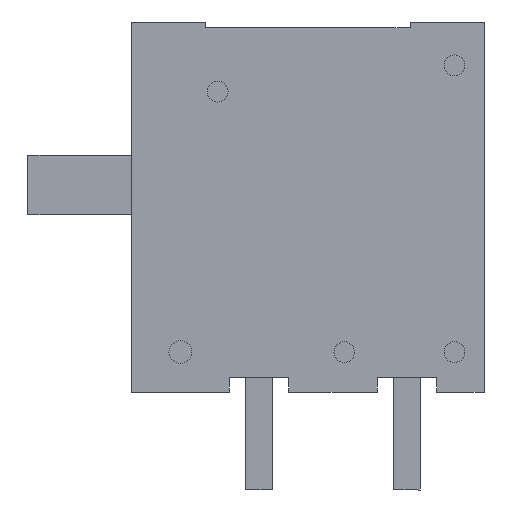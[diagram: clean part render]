
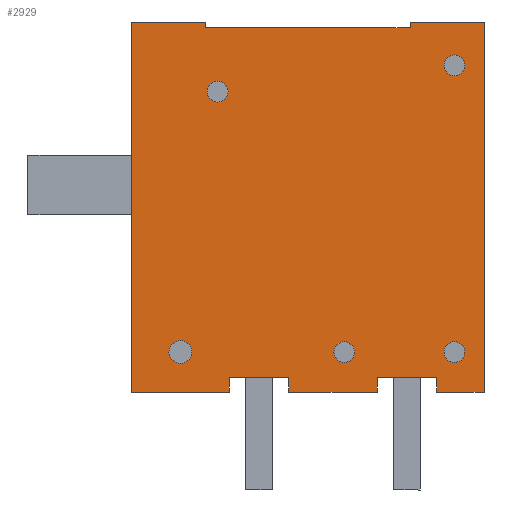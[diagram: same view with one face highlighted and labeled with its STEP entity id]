
A CAD part, front view. The second image highlights one B-rep face of the part: STEP entity #2929.
In plain terms, the highlighted planar face has unit normal (0, -1, 0).
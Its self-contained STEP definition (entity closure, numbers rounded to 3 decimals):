
#54=FACE_BOUND('',#924,.T.);
#55=FACE_BOUND('',#925,.T.);
#56=FACE_BOUND('',#926,.T.);
#57=FACE_BOUND('',#927,.T.);
#58=FACE_BOUND('',#928,.T.);
#103=LINE('',#4373,#404);
#104=LINE('',#4375,#405);
#105=LINE('',#4377,#406);
#106=LINE('',#4379,#407);
#107=LINE('',#4381,#408);
#108=LINE('',#4383,#409);
#109=LINE('',#4385,#410);
#110=LINE('',#4387,#411);
#111=LINE('',#4389,#412);
#112=LINE('',#4391,#413);
#113=LINE('',#4393,#414);
#114=LINE('',#4395,#415);
#115=LINE('',#4397,#416);
#116=LINE('',#4399,#417);
#117=LINE('',#4401,#418);
#118=LINE('',#4402,#419);
#404=VECTOR('',#3501,10.);
#405=VECTOR('',#3502,10.);
#406=VECTOR('',#3503,10.);
#407=VECTOR('',#3504,10.);
#408=VECTOR('',#3505,10.);
#409=VECTOR('',#3506,10.);
#410=VECTOR('',#3507,10.);
#411=VECTOR('',#3508,10.);
#412=VECTOR('',#3509,10.);
#413=VECTOR('',#3510,10.);
#414=VECTOR('',#3511,10.);
#415=VECTOR('',#3512,10.);
#416=VECTOR('',#3513,10.);
#417=VECTOR('',#3514,10.);
#418=VECTOR('',#3515,10.);
#419=VECTOR('',#3516,10.);
#743=FACE_OUTER_BOUND('',#923,.T.);
#923=EDGE_LOOP('',(#1986,#1987,#1988,#1989,#1990,#1991,#1992,#1993,#1994,
#1995,#1996,#1997,#1998,#1999,#2000,#2001));
#924=EDGE_LOOP('',(#2002,#2003));
#925=EDGE_LOOP('',(#2004,#2005));
#926=EDGE_LOOP('',(#2006,#2007));
#927=EDGE_LOOP('',(#2008,#2009));
#928=EDGE_LOOP('',(#2010,#2011));
#1137=CIRCLE('',#3166,0.35);
#1138=CIRCLE('',#3167,0.35);
#1139=CIRCLE('',#3168,0.35);
#1140=CIRCLE('',#3169,0.35);
#1141=CIRCLE('',#3170,0.35);
#1142=CIRCLE('',#3171,0.35);
#1143=CIRCLE('',#3172,0.386);
#1144=CIRCLE('',#3173,0.386);
#1145=CIRCLE('',#3174,0.35);
#1146=CIRCLE('',#3175,0.35);
#1249=VERTEX_POINT('',#4371);
#1250=VERTEX_POINT('',#4372);
#1251=VERTEX_POINT('',#4374);
#1252=VERTEX_POINT('',#4376);
#1253=VERTEX_POINT('',#4378);
#1254=VERTEX_POINT('',#4380);
#1255=VERTEX_POINT('',#4382);
#1256=VERTEX_POINT('',#4384);
#1257=VERTEX_POINT('',#4386);
#1258=VERTEX_POINT('',#4388);
#1259=VERTEX_POINT('',#4390);
#1260=VERTEX_POINT('',#4392);
#1261=VERTEX_POINT('',#4394);
#1262=VERTEX_POINT('',#4396);
#1263=VERTEX_POINT('',#4398);
#1264=VERTEX_POINT('',#4400);
#1265=VERTEX_POINT('',#4403);
#1266=VERTEX_POINT('',#4404);
#1267=VERTEX_POINT('',#4407);
#1268=VERTEX_POINT('',#4408);
#1269=VERTEX_POINT('',#4411);
#1270=VERTEX_POINT('',#4412);
#1271=VERTEX_POINT('',#4415);
#1272=VERTEX_POINT('',#4416);
#1273=VERTEX_POINT('',#4419);
#1274=VERTEX_POINT('',#4420);
#1548=EDGE_CURVE('',#1249,#1250,#103,.T.);
#1549=EDGE_CURVE('',#1251,#1249,#104,.T.);
#1550=EDGE_CURVE('',#1252,#1251,#105,.T.);
#1551=EDGE_CURVE('',#1253,#1252,#106,.T.);
#1552=EDGE_CURVE('',#1254,#1253,#107,.T.);
#1553=EDGE_CURVE('',#1255,#1254,#108,.T.);
#1554=EDGE_CURVE('',#1256,#1255,#109,.T.);
#1555=EDGE_CURVE('',#1257,#1256,#110,.T.);
#1556=EDGE_CURVE('',#1258,#1257,#111,.T.);
#1557=EDGE_CURVE('',#1259,#1258,#112,.T.);
#1558=EDGE_CURVE('',#1260,#1259,#113,.T.);
#1559=EDGE_CURVE('',#1261,#1260,#114,.T.);
#1560=EDGE_CURVE('',#1262,#1261,#115,.T.);
#1561=EDGE_CURVE('',#1263,#1262,#116,.T.);
#1562=EDGE_CURVE('',#1264,#1263,#117,.T.);
#1563=EDGE_CURVE('',#1250,#1264,#118,.T.);
#1564=EDGE_CURVE('',#1265,#1266,#1137,.T.);
#1565=EDGE_CURVE('',#1266,#1265,#1138,.T.);
#1566=EDGE_CURVE('',#1267,#1268,#1139,.T.);
#1567=EDGE_CURVE('',#1268,#1267,#1140,.T.);
#1568=EDGE_CURVE('',#1269,#1270,#1141,.T.);
#1569=EDGE_CURVE('',#1270,#1269,#1142,.T.);
#1570=EDGE_CURVE('',#1271,#1272,#1143,.T.);
#1571=EDGE_CURVE('',#1272,#1271,#1144,.T.);
#1572=EDGE_CURVE('',#1273,#1274,#1145,.T.);
#1573=EDGE_CURVE('',#1274,#1273,#1146,.T.);
#1986=ORIENTED_EDGE('',*,*,#1548,.F.);
#1987=ORIENTED_EDGE('',*,*,#1549,.F.);
#1988=ORIENTED_EDGE('',*,*,#1550,.F.);
#1989=ORIENTED_EDGE('',*,*,#1551,.F.);
#1990=ORIENTED_EDGE('',*,*,#1552,.F.);
#1991=ORIENTED_EDGE('',*,*,#1553,.F.);
#1992=ORIENTED_EDGE('',*,*,#1554,.F.);
#1993=ORIENTED_EDGE('',*,*,#1555,.F.);
#1994=ORIENTED_EDGE('',*,*,#1556,.F.);
#1995=ORIENTED_EDGE('',*,*,#1557,.F.);
#1996=ORIENTED_EDGE('',*,*,#1558,.F.);
#1997=ORIENTED_EDGE('',*,*,#1559,.F.);
#1998=ORIENTED_EDGE('',*,*,#1560,.F.);
#1999=ORIENTED_EDGE('',*,*,#1561,.F.);
#2000=ORIENTED_EDGE('',*,*,#1562,.F.);
#2001=ORIENTED_EDGE('',*,*,#1563,.F.);
#2002=ORIENTED_EDGE('',*,*,#1564,.T.);
#2003=ORIENTED_EDGE('',*,*,#1565,.T.);
#2004=ORIENTED_EDGE('',*,*,#1566,.T.);
#2005=ORIENTED_EDGE('',*,*,#1567,.T.);
#2006=ORIENTED_EDGE('',*,*,#1568,.T.);
#2007=ORIENTED_EDGE('',*,*,#1569,.T.);
#2008=ORIENTED_EDGE('',*,*,#1570,.T.);
#2009=ORIENTED_EDGE('',*,*,#1571,.T.);
#2010=ORIENTED_EDGE('',*,*,#1572,.T.);
#2011=ORIENTED_EDGE('',*,*,#1573,.T.);
#2772=PLANE('',#3165);
#2929=ADVANCED_FACE('',(#743,#54,#55,#56,#57,#58),#2772,.F.);
#3165=AXIS2_PLACEMENT_3D('',#4370,#3499,#3500);
#3166=AXIS2_PLACEMENT_3D('',#4405,#3517,#3518);
#3167=AXIS2_PLACEMENT_3D('',#4406,#3519,#3520);
#3168=AXIS2_PLACEMENT_3D('',#4409,#3521,#3522);
#3169=AXIS2_PLACEMENT_3D('',#4410,#3523,#3524);
#3170=AXIS2_PLACEMENT_3D('',#4413,#3525,#3526);
#3171=AXIS2_PLACEMENT_3D('',#4414,#3527,#3528);
#3172=AXIS2_PLACEMENT_3D('',#4417,#3529,#3530);
#3173=AXIS2_PLACEMENT_3D('',#4418,#3531,#3532);
#3174=AXIS2_PLACEMENT_3D('',#4421,#3533,#3534);
#3175=AXIS2_PLACEMENT_3D('',#4422,#3535,#3536);
#3499=DIRECTION('center_axis',(0.,1.,0.));
#3500=DIRECTION('ref_axis',(0.,0.,1.));
#3501=DIRECTION('',(-1.,0.,0.));
#3502=DIRECTION('',(0.,0.,-1.));
#3503=DIRECTION('',(-1.,0.,0.));
#3504=DIRECTION('',(0.,0.,1.));
#3505=DIRECTION('',(-1.,0.,0.));
#3506=DIRECTION('',(0.,0.,-1.));
#3507=DIRECTION('',(-1.,0.,0.));
#3508=DIRECTION('',(0.,0.,1.));
#3509=DIRECTION('',(-1.,0.,0.));
#3510=DIRECTION('',(0.,0.,-1.));
#3511=DIRECTION('',(1.,0.,0.));
#3512=DIRECTION('',(0.,0.,1.));
#3513=DIRECTION('',(1.,0.,0.));
#3514=DIRECTION('',(0.,0.,-1.));
#3515=DIRECTION('',(1.,0.,0.));
#3516=DIRECTION('',(0.,0.,1.));
#3517=DIRECTION('center_axis',(0.,1.,0.));
#3518=DIRECTION('ref_axis',(1.,0.,0.));
#3519=DIRECTION('center_axis',(0.,1.,0.));
#3520=DIRECTION('ref_axis',(1.,0.,0.));
#3521=DIRECTION('center_axis',(0.,1.,0.));
#3522=DIRECTION('ref_axis',(1.,0.,0.));
#3523=DIRECTION('center_axis',(0.,1.,0.));
#3524=DIRECTION('ref_axis',(1.,0.,0.));
#3525=DIRECTION('center_axis',(0.,1.,0.));
#3526=DIRECTION('ref_axis',(1.,0.,0.));
#3527=DIRECTION('center_axis',(0.,1.,0.));
#3528=DIRECTION('ref_axis',(1.,0.,0.));
#3529=DIRECTION('center_axis',(0.,1.,0.));
#3530=DIRECTION('ref_axis',(1.,0.,0.));
#3531=DIRECTION('center_axis',(0.,1.,0.));
#3532=DIRECTION('ref_axis',(1.,0.,0.));
#3533=DIRECTION('center_axis',(0.,1.,0.));
#3534=DIRECTION('ref_axis',(1.,0.,0.));
#3535=DIRECTION('center_axis',(0.,1.,0.));
#3536=DIRECTION('ref_axis',(1.,0.,0.));
#4370=CARTESIAN_POINT('Origin',(-5.95,-0.3,6.25));
#4371=CARTESIAN_POINT('',(-8.6,-0.3,0.));
#4372=CARTESIAN_POINT('',(-11.9,-0.3,0.));
#4373=CARTESIAN_POINT('',(-8.6,-0.3,0.));
#4374=CARTESIAN_POINT('',(-8.6,-0.3,0.5));
#4375=CARTESIAN_POINT('',(-8.6,-0.3,0.5));
#4376=CARTESIAN_POINT('',(-6.6,-0.3,0.5));
#4377=CARTESIAN_POINT('',(-6.6,-0.3,0.5));
#4378=CARTESIAN_POINT('',(-6.6,-0.3,0.));
#4379=CARTESIAN_POINT('',(-6.6,-0.3,0.));
#4380=CARTESIAN_POINT('',(-3.6,-0.3,0.));
#4381=CARTESIAN_POINT('',(-3.6,-0.3,0.));
#4382=CARTESIAN_POINT('',(-3.6,-0.3,0.5));
#4383=CARTESIAN_POINT('',(-3.6,-0.3,0.5));
#4384=CARTESIAN_POINT('',(-1.6,-0.3,0.5));
#4385=CARTESIAN_POINT('',(-1.6,-0.3,0.5));
#4386=CARTESIAN_POINT('',(-1.6,-0.3,0.));
#4387=CARTESIAN_POINT('',(-1.6,-0.3,0.));
#4388=CARTESIAN_POINT('',(0.,-0.3,0.));
#4389=CARTESIAN_POINT('',(0.,-0.3,0.));
#4390=CARTESIAN_POINT('',(0.,-0.3,12.5));
#4391=CARTESIAN_POINT('',(0.,-0.3,12.5));
#4392=CARTESIAN_POINT('',(-2.5,-0.3,12.5));
#4393=CARTESIAN_POINT('',(-2.5,-0.3,12.5));
#4394=CARTESIAN_POINT('',(-2.5,-0.3,12.3));
#4395=CARTESIAN_POINT('',(-2.5,-0.3,12.3));
#4396=CARTESIAN_POINT('',(-9.4,-0.3,12.3));
#4397=CARTESIAN_POINT('',(-9.4,-0.3,12.3));
#4398=CARTESIAN_POINT('',(-9.4,-0.3,12.5));
#4399=CARTESIAN_POINT('',(-9.4,-0.3,12.5));
#4400=CARTESIAN_POINT('',(-11.9,-0.3,12.5));
#4401=CARTESIAN_POINT('',(-11.9,-0.3,12.5));
#4402=CARTESIAN_POINT('',(-11.9,-0.3,3.125));
#4403=CARTESIAN_POINT('',(-0.65,-0.3,1.356));
#4404=CARTESIAN_POINT('',(-1.35,-0.3,1.356));
#4405=CARTESIAN_POINT('Origin',(-1.,-0.3,1.356));
#4406=CARTESIAN_POINT('Origin',(-1.,-0.3,1.356));
#4407=CARTESIAN_POINT('',(-4.371,-0.3,1.356));
#4408=CARTESIAN_POINT('',(-5.071,-0.3,1.356));
#4409=CARTESIAN_POINT('Origin',(-4.721,-0.3,1.356));
#4410=CARTESIAN_POINT('Origin',(-4.721,-0.3,1.356));
#4411=CARTESIAN_POINT('',(-0.65,-0.3,11.039));
#4412=CARTESIAN_POINT('',(-1.35,-0.3,11.039));
#4413=CARTESIAN_POINT('Origin',(-1.,-0.3,11.039));
#4414=CARTESIAN_POINT('Origin',(-1.,-0.3,11.039));
#4415=CARTESIAN_POINT('',(-9.865,-0.3,1.356));
#4416=CARTESIAN_POINT('',(-10.638,-0.3,1.356));
#4417=CARTESIAN_POINT('Origin',(-10.251,-0.3,1.356));
#4418=CARTESIAN_POINT('Origin',(-10.251,-0.3,1.356));
#4419=CARTESIAN_POINT('',(-8.642,-0.3,10.147));
#4420=CARTESIAN_POINT('',(-9.342,-0.3,10.147));
#4421=CARTESIAN_POINT('Origin',(-8.992,-0.3,10.147));
#4422=CARTESIAN_POINT('Origin',(-8.992,-0.3,10.147));
